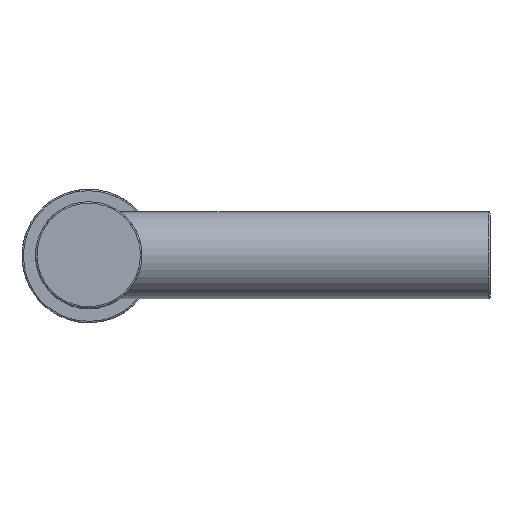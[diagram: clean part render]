
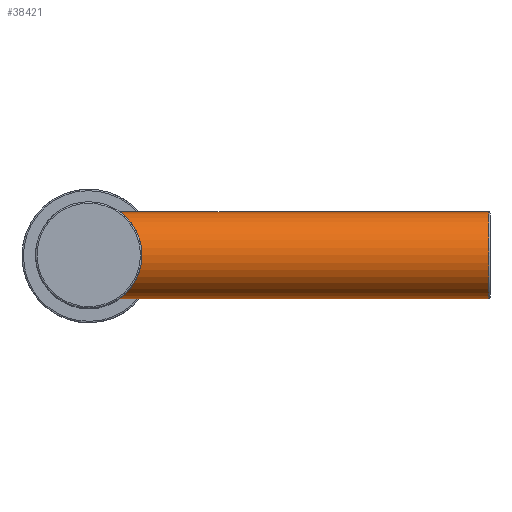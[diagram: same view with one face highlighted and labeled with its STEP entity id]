
A CAD part, top view. The second image highlights one B-rep face of the part: STEP entity #38421.
In plain terms, the highlighted cylindrical face has radius 15 mm (diameter 30 mm), a partial arc.
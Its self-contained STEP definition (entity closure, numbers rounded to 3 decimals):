
#37831=CARTESIAN_POINT(' ',(137.75,-15.,0.));
#37836=DIRECTION(' ',(-1.,0.,0.));
#37841=VECTOR(' ',#37836,1.);
#37846=LINE('',#37831,#37841);
#37851=CARTESIAN_POINT(' ',(137.75,-15.,0.));
#37852=VERTEX_POINT(' ',#37851);
#37856=CARTESIAN_POINT(' ',(0.,-15.,0.));
#37857=VERTEX_POINT(' ',#37856);
#37861=EDGE_CURVE(' ',#37852,#37857,#37846,.T.);
#37896=CARTESIAN_POINT(' ',(0.,15.,0.));
#37897=VERTEX_POINT(' ',#37896);
#37911=CARTESIAN_POINT(' ',(137.75,15.,0.));
#37916=DIRECTION(' ',(-1.,0.,0.));
#37921=VECTOR(' ',#37916,1.);
#37926=LINE('',#37911,#37921);
#37931=CARTESIAN_POINT(' ',(137.75,15.,0.));
#37932=VERTEX_POINT(' ',#37931);
#37936=EDGE_CURVE(' ',#37932,#37897,#37926,.T.);
#38306=CARTESIAN_POINT(' ',(68.515,0.,0.));
#38311=DIRECTION(' ',(1.,0.,0.));
#38316=DIRECTION(' ',(0.,1.,0.));
#38321=AXIS2_PLACEMENT_3D(' ',#38306,#38311,#38316);
#38326=CYLINDRICAL_SURFACE(' ',#38321,15.);
#38331=CARTESIAN_POINT(' ',(137.75,0.,0.));
#38336=DIRECTION(' ',(1.,0.,0.));
#38341=DIRECTION(' ',(0.,1.,0.));
#38346=AXIS2_PLACEMENT_3D(' ',#38331,#38336,#38341);
#38351=CIRCLE('',#38346,15.);
#38356=EDGE_CURVE(' ',#37932,#37852,#38351,.T.);
#38361=ORIENTED_EDGE(' ',*,*,#38356,.F.);
#38366=ORIENTED_EDGE(' ',*,*,#37936,.T.);
#38371=CARTESIAN_POINT(' ',(0.,0.,0.));
#38376=DIRECTION(' ',(-1.,0.,-0.));
#38381=DIRECTION(' ',(0.,-1.,0.));
#38386=AXIS2_PLACEMENT_3D(' ',#38371,#38376,#38381);
#38391=CIRCLE('',#38386,15.);
#38396=EDGE_CURVE(' ',#37857,#37897,#38391,.T.);
#38401=ORIENTED_EDGE(' ',*,*,#38396,.F.);
#38406=ORIENTED_EDGE(' ',*,*,#37861,.F.);
#38411=EDGE_LOOP(' ',(#38361,#38366,#38401,#38406));
#38416=FACE_OUTER_BOUND(' ',#38411,.T.);
#38421=ADVANCED_FACE('',(#38416),#38326,.T.);
